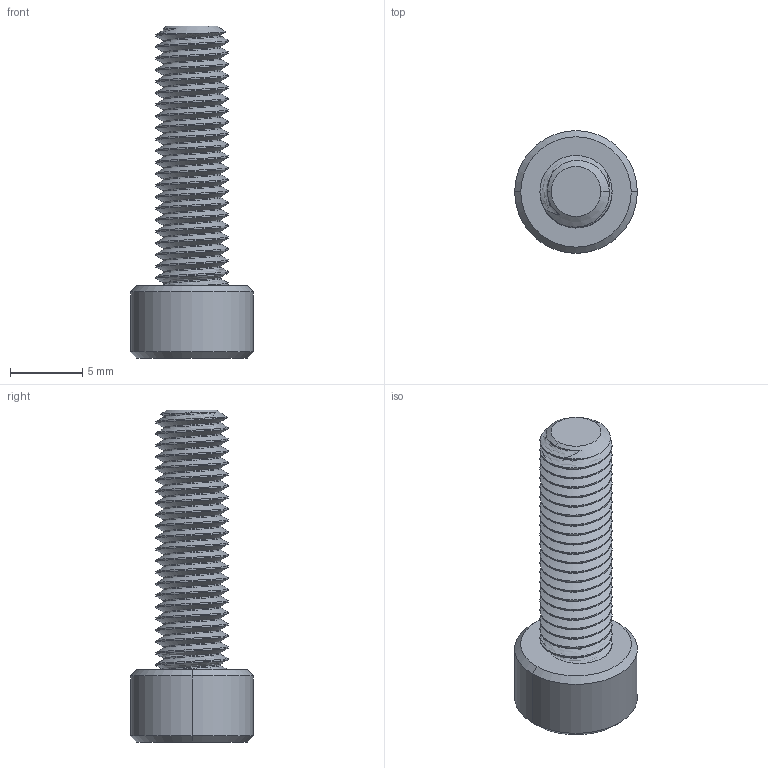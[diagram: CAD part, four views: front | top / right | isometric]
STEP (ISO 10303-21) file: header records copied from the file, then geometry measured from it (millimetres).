
FILE_DESCRIPTION (( 'STEP AP203' ), '1' );
FILE_NAME ('91292A127.step', '2014-03-06T13:57:25', ( '' ), ( '' ), 'SwSTEP 2.0', 'SolidWorks 2013', '' );
FILE_SCHEMA (( 'CONFIG_CONTROL_DESIGN' ));
Length unit declared in the file: millimetre
Products named in the file (1): 91292A127
Bounding box: 8.5 x 8.5 x 23 mm (x, y, z)
Volume: 521.4 mm3; surface area: 709.4 mm2
Topology: 1 solids, 1 shells, 118 faces, 326 edges, 212 vertices
Faces by surface type: cylinder 93, cone 13, plane 10, bspline 2
Entity records: 5959 total; most frequent: CARTESIAN_POINT 3436, ORIENTED_EDGE 652, DIRECTION 386, EDGE_CURVE 326, VERTEX_POINT 212, AXIS2_PLACEMENT_3D 138, EDGE_LOOP 120, ADVANCED_FACE 118
